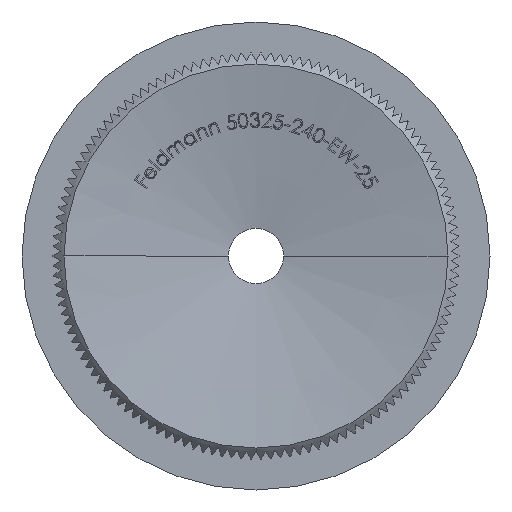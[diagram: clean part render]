
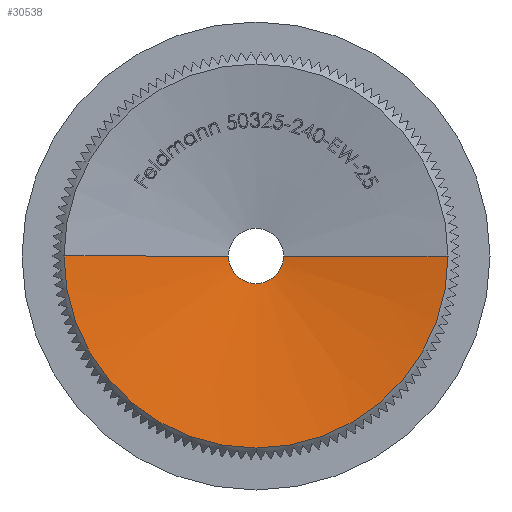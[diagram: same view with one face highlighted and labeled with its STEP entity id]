
A CAD part, front view. The second image highlights one B-rep face of the part: STEP entity #30538.
In plain terms, the highlighted conical face has half-angle 80 degrees and reference radius 17.4 mm.
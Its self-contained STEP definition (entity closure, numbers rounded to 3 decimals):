
#848 = LINE ( 'NONE', #26038, #27761 ) ;
#1288 = EDGE_CURVE ( 'NONE', #3777, #9859, #19787, .T. ) ;
#1516 = DIRECTION ( 'NONE',  ( 1., 0., 0. ) ) ;
#1806 = ORIENTED_EDGE ( 'NONE', *, *, #27541, .F. ) ;
#2056 = DIRECTION ( 'NONE',  ( 0., -1., 0. ) ) ;
#2559 = DIRECTION ( 'NONE',  ( 0.985, -0.174, 0. ) ) ;
#3777 = VERTEX_POINT ( 'NONE', #29891 ) ;
#3809 = ORIENTED_EDGE ( 'NONE', *, *, #30610, .T. ) ;
#3903 = CARTESIAN_POINT ( 'NONE',  ( 0., 2.627, 0. ) ) ;
#3966 = VERTEX_POINT ( 'NONE', #25619 ) ;
#4409 = CIRCLE ( 'NONE', #8069, 2.5 ) ;
#4651 = CARTESIAN_POINT ( 'NONE',  ( 0., 2.627, 0. ) ) ;
#4750 = DIRECTION ( 'NONE',  ( 1., 0., 0. ) ) ;
#7135 = EDGE_CURVE ( 'NONE', #3966, #27813, #27363, .T. ) ;
#8027 = CARTESIAN_POINT ( 'NONE',  ( 0., 0., 0. ) ) ;
#8064 = LINE ( 'NONE', #23946, #25403 ) ;
#8069 = AXIS2_PLACEMENT_3D ( 'NONE', #3903, #8215, #1516 ) ;
#8215 = DIRECTION ( 'NONE',  ( 0., 1., 0. ) ) ;
#8223 = EDGE_CURVE ( 'NONE', #16970, #3966, #27329, .T. ) ;
#8286 = CARTESIAN_POINT ( 'NONE',  ( 0., 0., 0. ) ) ;
#9086 = EDGE_LOOP ( 'NONE', ( #20299, #3809, #26434, #28377, #10432, #1806 ) ) ;
#9278 = DIRECTION ( 'NONE',  ( 1., 0., 0. ) ) ;
#9832 = DIRECTION ( 'NONE',  ( -0.985, -0.174, 0. ) ) ;
#9859 = VERTEX_POINT ( 'NONE', #27147 ) ;
#10432 = ORIENTED_EDGE ( 'NONE', *, *, #7135, .T. ) ;
#11085 = CONICAL_SURFACE ( 'NONE', #26036, 17.4, 1.396 ) ;
#13360 = AXIS2_PLACEMENT_3D ( 'NONE', #4651, #13926, #4750 ) ;
#13926 = DIRECTION ( 'NONE',  ( 0., 1., 0. ) ) ;
#15499 = DIRECTION ( 'NONE',  ( 1., 0., 0. ) ) ;
#15842 = EDGE_CURVE ( 'NONE', #29960, #16970, #8064, .T. ) ;
#16970 = VERTEX_POINT ( 'NONE', #30187 ) ;
#17961 = CARTESIAN_POINT ( 'NONE',  ( -2.5, 2.627, 0. ) ) ;
#18450 = FACE_OUTER_BOUND ( 'NONE', #9086, .T. ) ;
#19787 = CIRCLE ( 'NONE', #13360, 2.5 ) ;
#20299 = ORIENTED_EDGE ( 'NONE', *, *, #1288, .T. ) ;
#23946 = CARTESIAN_POINT ( 'NONE',  ( -17.4, 0., 0. ) ) ;
#24432 = DIRECTION ( 'NONE',  ( 1., 0., 0. ) ) ;
#24538 = DIRECTION ( 'NONE',  ( 0., -1., 0. ) ) ;
#24608 = CARTESIAN_POINT ( 'NONE',  ( 17.4, 0., 0. ) ) ;
#25403 = VECTOR ( 'NONE', #9832, 1000. ) ;
#25619 = CARTESIAN_POINT ( 'NONE',  ( 0., 0., -17.4 ) ) ;
#25639 = CARTESIAN_POINT ( 'NONE',  ( 0., 0., 0. ) ) ;
#26036 = AXIS2_PLACEMENT_3D ( 'NONE', #8286, #29450, #15499 ) ;
#26038 = CARTESIAN_POINT ( 'NONE',  ( 17.4, 0., 0. ) ) ;
#26434 = ORIENTED_EDGE ( 'NONE', *, *, #15842, .T. ) ;
#27147 = CARTESIAN_POINT ( 'NONE',  ( 0., 2.627, -2.5 ) ) ;
#27329 = CIRCLE ( 'NONE', #28341, 17.4 ) ;
#27363 = CIRCLE ( 'NONE', #30287, 17.4 ) ;
#27541 = EDGE_CURVE ( 'NONE', #3777, #27813, #848, .T. ) ;
#27761 = VECTOR ( 'NONE', #2559, 1000. ) ;
#27813 = VERTEX_POINT ( 'NONE', #24608 ) ;
#28341 = AXIS2_PLACEMENT_3D ( 'NONE', #25639, #2056, #9278 ) ;
#28377 = ORIENTED_EDGE ( 'NONE', *, *, #8223, .T. ) ;
#29450 = DIRECTION ( 'NONE',  ( 0., -1., 0. ) ) ;
#29891 = CARTESIAN_POINT ( 'NONE',  ( 2.5, 2.627, 0. ) ) ;
#29960 = VERTEX_POINT ( 'NONE', #17961 ) ;
#30187 = CARTESIAN_POINT ( 'NONE',  ( -17.4, 0., 0. ) ) ;
#30287 = AXIS2_PLACEMENT_3D ( 'NONE', #8027, #24538, #24432 ) ;
#30538 = ADVANCED_FACE ( 'NONE', ( #18450 ), #11085, .F. ) ;
#30610 = EDGE_CURVE ( 'NONE', #9859, #29960, #4409, .T. ) ;
